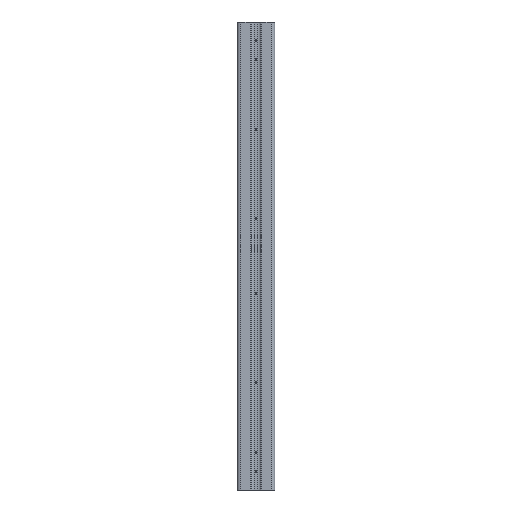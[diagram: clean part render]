
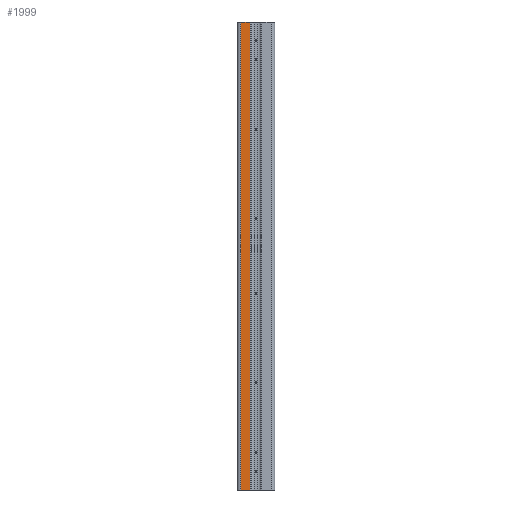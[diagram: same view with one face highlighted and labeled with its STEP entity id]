
A CAD part, front view. The second image highlights one B-rep face of the part: STEP entity #1999.
In plain terms, the highlighted planar face has unit normal (0, -1, 0).
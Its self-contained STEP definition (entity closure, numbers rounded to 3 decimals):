
#56=PLANE('',#2166);
#115=FACE_OUTER_BOUND('',#211,.T.);
#211=EDGE_LOOP('',(#1491,#1492,#1493,#1494));
#395=LINE('',#3712,#562);
#423=LINE('',#3824,#590);
#425=LINE('',#3830,#592);
#426=LINE('',#3831,#593);
#562=VECTOR('',#2405,10.);
#590=VECTOR('',#2491,1000.);
#592=VECTOR('',#2497,1000.);
#593=VECTOR('',#2498,1000.);
#876=VERTEX_POINT('',#3709);
#877=VERTEX_POINT('',#3711);
#932=VERTEX_POINT('',#3823);
#934=VERTEX_POINT('',#3829);
#1106=EDGE_CURVE('',#877,#876,#395,.T.);
#1162=EDGE_CURVE('',#932,#877,#423,.T.);
#1165=EDGE_CURVE('',#934,#876,#425,.T.);
#1166=EDGE_CURVE('',#934,#932,#426,.T.);
#1491=ORIENTED_EDGE('',*,*,#1106,.T.);
#1492=ORIENTED_EDGE('',*,*,#1165,.F.);
#1493=ORIENTED_EDGE('',*,*,#1166,.T.);
#1494=ORIENTED_EDGE('',*,*,#1162,.T.);
#1999=ADVANCED_FACE('',(#115),#56,.F.);
#2166=AXIS2_PLACEMENT_3D('',#3828,#2495,#2496);
#2405=DIRECTION('',(1.,0.,0.));
#2491=DIRECTION('',(0.,0.,-1.));
#2495=DIRECTION('center_axis',(0.,1.,0.));
#2496=DIRECTION('ref_axis',(1.,0.,0.));
#2497=DIRECTION('',(0.,0.,-1.));
#2498=DIRECTION('',(-1.,0.,0.));
#3709=CARTESIAN_POINT('',(-3.,-10.,207.2));
#3711=CARTESIAN_POINT('',(-8.25,-10.,207.2));
#3712=CARTESIAN_POINT('',(3.5,-10.,207.2));
#3823=CARTESIAN_POINT('',(-8.25,-10.,457.2));
#3824=CARTESIAN_POINT('',(-8.25,-10.,457.2));
#3828=CARTESIAN_POINT('Origin',(-3.,-10.,457.2));
#3829=CARTESIAN_POINT('',(-3.,-10.,457.2));
#3830=CARTESIAN_POINT('',(-3.,-10.,457.2));
#3831=CARTESIAN_POINT('',(-3.,-10.,457.2));
